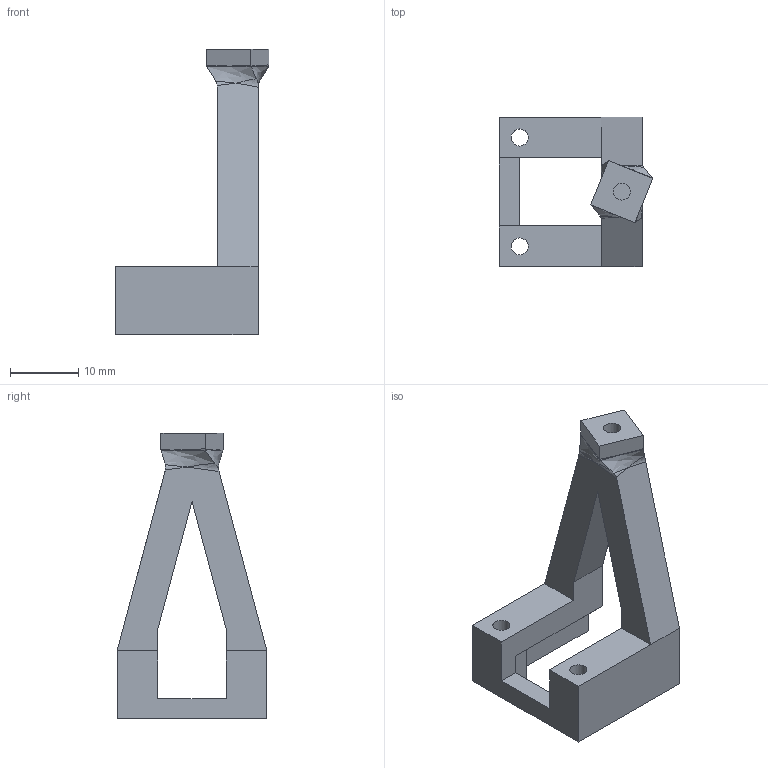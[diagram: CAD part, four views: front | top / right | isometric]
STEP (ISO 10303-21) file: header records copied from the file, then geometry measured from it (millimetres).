
FILE_DESCRIPTION(/* description */ (''),/* implementation_level */ '2;1');
FILE_NAME(/* name */ 'Switch holder v6.step',/* time_stamp */ '2024-09-21T11:20:13+02:00',/* author */ (''),/* organization */ (''),/* preprocessor_version */ 'ST-DEVELOPER v20',/* originating_system */ 'Autodesk Translation Framework v13.20.0.188',/* authorisation */ '');
FILE_SCHEMA (('AUTOMOTIVE_DESIGN { 1 0 10303 214 3 1 1 }'));
Length unit declared in the file: millimetre
Products named in the file (1): Switch holder
Bounding box: 22.56 x 22 x 42 mm (x, y, z)
Volume: 3920.2 mm3; surface area: 3103.1 mm2
Topology: 1 solids, 1 shells, 53 faces, 170 edges, 102 vertices
Faces by surface type: plane 30, bspline 20, cylinder 3
Full cylindrical faces by diameter (mm): 2.5 x3
Entity records: 2395 total; most frequent: CARTESIAN_POINT 1123, ORIENTED_EDGE 308, DIRECTION 164, EDGE_CURVE 154, VERTEX_POINT 102, LINE 84, VECTOR 84, B_SPLINE_CURVE_WITH_KNOTS 64
